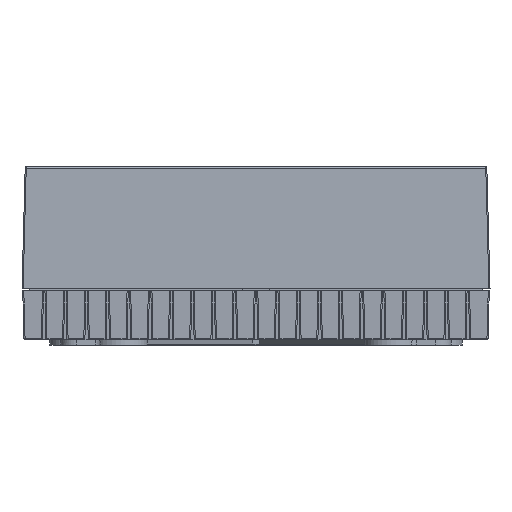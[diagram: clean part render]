
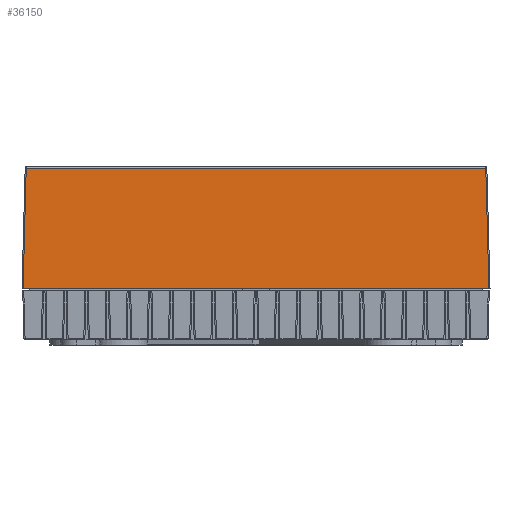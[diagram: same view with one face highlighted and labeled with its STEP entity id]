
A CAD part, front view. The second image highlights one B-rep face of the part: STEP entity #36150.
In plain terms, the highlighted face is planar.
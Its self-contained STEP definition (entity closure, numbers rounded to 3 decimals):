
#1539 = CARTESIAN_POINT ( 'NONE',  ( -42.884, 0., -86.084 ) ) ;
#1770 = CARTESIAN_POINT ( 'NONE',  ( -42.305, 22.105, -85.505 ) ) ;
#9446 = VERTEX_POINT ( 'NONE', #1770 ) ;
#10016 = CARTESIAN_POINT ( 'NONE',  ( 42.5, 22.3, -85.5 ) ) ;
#10237 = DIRECTION ( 'NONE',  ( 0., 1., 0.026 ) ) ;
#14506 = CARTESIAN_POINT ( 'NONE',  ( 42.5, 22.105, -85.505 ) ) ;
#14727 = DIRECTION ( 'NONE',  ( 1., 0., 0. ) ) ;
#20582 = ORIENTED_EDGE ( 'NONE', *, *, #39590, .T. ) ;
#21439 = LINE ( 'NONE', #38072, #51769 ) ;
#21505 = CARTESIAN_POINT ( 'NONE',  ( 42.5, 0., -86.084 ) ) ;
#22719 = CARTESIAN_POINT ( 'NONE',  ( 42.305, 22.105, -85.505 ) ) ;
#26095 = PLANE ( 'NONE',  #55103 ) ;
#27326 = EDGE_LOOP ( 'NONE', ( #62888, #52260, #20582, #35113 ) ) ;
#29591 = LINE ( 'NONE', #21505, #47909 ) ;
#30786 = VECTOR ( 'NONE', #14727, 1000. ) ;
#33807 = FACE_OUTER_BOUND ( 'NONE', #27326, .T. ) ;
#35113 = ORIENTED_EDGE ( 'NONE', *, *, #41894, .T. ) ;
#36101 = VERTEX_POINT ( 'NONE', #40143 ) ;
#36150 = ADVANCED_FACE ( 'NONE', ( #33807 ), #26095, .T. ) ;
#38072 = CARTESIAN_POINT ( 'NONE',  ( 42.3, 22.295, -85.5 ) ) ;
#39590 = EDGE_CURVE ( 'NONE', #36101, #49754, #29591, .T. ) ;
#39640 = LINE ( 'NONE', #51032, #64295 ) ;
#40143 = CARTESIAN_POINT ( 'NONE',  ( 42.884, 0., -86.084 ) ) ;
#40566 = EDGE_CURVE ( 'NONE', #42507, #36101, #21439, .T. ) ;
#41223 = DIRECTION ( 'NONE',  ( 0.026, 0.999, 0.026 ) ) ;
#41894 = EDGE_CURVE ( 'NONE', #49754, #9446, #39640, .T. ) ;
#42277 = EDGE_CURVE ( 'NONE', #9446, #42507, #57887, .T. ) ;
#42507 = VERTEX_POINT ( 'NONE', #22719 ) ;
#47909 = VECTOR ( 'NONE', #56942, 1000. ) ;
#48745 = DIRECTION ( 'NONE',  ( 0.026, -0.999, -0.026 ) ) ;
#49754 = VERTEX_POINT ( 'NONE', #1539 ) ;
#51032 = CARTESIAN_POINT ( 'NONE',  ( -42.242, 24.518, -85.442 ) ) ;
#51769 = VECTOR ( 'NONE', #48745, 1000. ) ;
#52260 = ORIENTED_EDGE ( 'NONE', *, *, #40566, .T. ) ;
#55103 = AXIS2_PLACEMENT_3D ( 'NONE', #10016, #61499, #10237 ) ;
#56942 = DIRECTION ( 'NONE',  ( -1., 0., 0. ) ) ;
#57887 = LINE ( 'NONE', #14506, #30786 ) ;
#61499 = DIRECTION ( 'NONE',  ( 0., 0.026, -1. ) ) ;
#62888 = ORIENTED_EDGE ( 'NONE', *, *, #42277, .T. ) ;
#64295 = VECTOR ( 'NONE', #41223, 1000. ) ;
